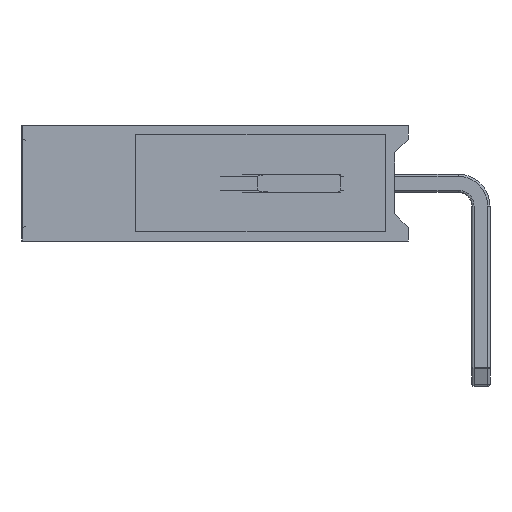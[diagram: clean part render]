
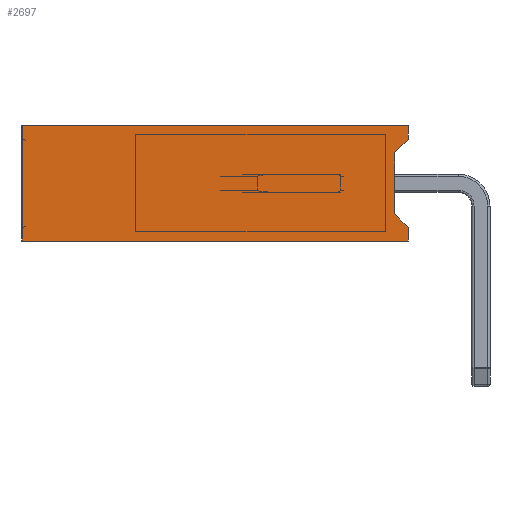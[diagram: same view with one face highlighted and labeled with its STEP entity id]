
A CAD part, left-side view. The second image highlights one B-rep face of the part: STEP entity #2697.
In plain terms, the highlighted planar face has unit normal (-1, 0, 0).
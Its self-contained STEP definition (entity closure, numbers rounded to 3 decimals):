
#190=PLANE('',#2935);
#265=FACE_OUTER_BOUND('',#428,.T.);
#428=EDGE_LOOP('',(#1797,#1798,#1799,#1800,#1801,#1802,#1803,#1804));
#595=LINE('',#4243,#793);
#599=LINE('',#4251,#797);
#605=LINE('',#4266,#803);
#616=LINE('',#4286,#814);
#617=LINE('',#4289,#815);
#620=LINE('',#4295,#818);
#621=LINE('',#4297,#819);
#622=LINE('',#4298,#820);
#793=VECTOR('',#3339,10.);
#797=VECTOR('',#3345,10.);
#803=VECTOR('',#3357,10.);
#814=VECTOR('',#3374,10.);
#815=VECTOR('',#3377,10.);
#818=VECTOR('',#3382,10.);
#819=VECTOR('',#3383,10.);
#820=VECTOR('',#3384,10.);
#1147=VERTEX_POINT('',#4241);
#1148=VERTEX_POINT('',#4242);
#1151=VERTEX_POINT('',#4250);
#1157=VERTEX_POINT('',#4265);
#1163=VERTEX_POINT('',#4284);
#1164=VERTEX_POINT('',#4288);
#1166=VERTEX_POINT('',#4294);
#1167=VERTEX_POINT('',#4296);
#1371=EDGE_CURVE('',#1147,#1148,#595,.T.);
#1375=EDGE_CURVE('',#1151,#1148,#599,.T.);
#1383=EDGE_CURVE('',#1151,#1157,#605,.T.);
#1394=EDGE_CURVE('',#1147,#1163,#616,.T.);
#1395=EDGE_CURVE('',#1164,#1157,#617,.T.);
#1398=EDGE_CURVE('',#1163,#1166,#620,.T.);
#1399=EDGE_CURVE('',#1167,#1166,#621,.T.);
#1400=EDGE_CURVE('',#1164,#1167,#622,.T.);
#1797=ORIENTED_EDGE('',*,*,#1375,.T.);
#1798=ORIENTED_EDGE('',*,*,#1371,.F.);
#1799=ORIENTED_EDGE('',*,*,#1394,.T.);
#1800=ORIENTED_EDGE('',*,*,#1398,.T.);
#1801=ORIENTED_EDGE('',*,*,#1399,.F.);
#1802=ORIENTED_EDGE('',*,*,#1400,.F.);
#1803=ORIENTED_EDGE('',*,*,#1395,.T.);
#1804=ORIENTED_EDGE('',*,*,#1383,.F.);
#2697=ADVANCED_FACE('',(#265),#190,.T.);
#2935=AXIS2_PLACEMENT_3D('',#4293,#3380,#3381);
#3339=DIRECTION('',(0.,0.707,-0.707));
#3345=DIRECTION('',(0.,0.,1.));
#3357=DIRECTION('',(0.,-0.707,-0.707));
#3374=DIRECTION('',(0.,0.,1.));
#3377=DIRECTION('',(0.,0.,1.));
#3380=DIRECTION('center_axis',(-1.,0.,0.));
#3381=DIRECTION('ref_axis',(0.,0.,
1.));
#3382=DIRECTION('',(0.,1.,0.));
#3383=DIRECTION('',(0.,0.,1.));
#3384=DIRECTION('',(0.,1.,0.));
#4241=CARTESIAN_POINT('',(-1.27,1.6,2.24));
#4242=CARTESIAN_POINT('',(-1.27,1.9,1.94));
#4243=CARTESIAN_POINT('',(-1.27,2.235,1.605));
#4250=CARTESIAN_POINT('',(-1.27,1.9,0.6));
#4251=CARTESIAN_POINT('',(-1.27,1.9,0.635));
#4265=CARTESIAN_POINT('',(-1.27,1.6,0.3));
#4266=CARTESIAN_POINT('',(-1.27,1.6,0.3));
#4284=CARTESIAN_POINT('',(-1.27,1.6,2.54));
#4286=CARTESIAN_POINT('',(-1.27,1.6,0.));
#4288=CARTESIAN_POINT('',(-1.27,1.6,0.));
#4289=CARTESIAN_POINT('',(-1.27,1.6,0.));
#4293=CARTESIAN_POINT('Origin',(-1.27,1.6,0.));
#4294=CARTESIAN_POINT('',(-1.27,10.1,2.54));
#4295=CARTESIAN_POINT('',(-1.27,1.6,2.54));
#4296=CARTESIAN_POINT('',(-1.27,10.1,0.));
#4297=CARTESIAN_POINT('',(-1.27,10.1,0.));
#4298=CARTESIAN_POINT('',(-1.27,1.6,0.));
